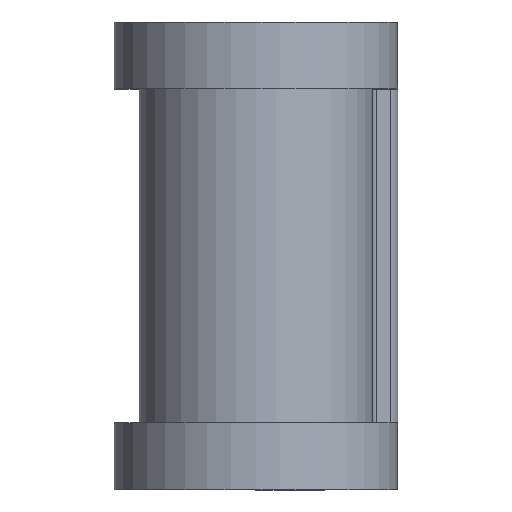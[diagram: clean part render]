
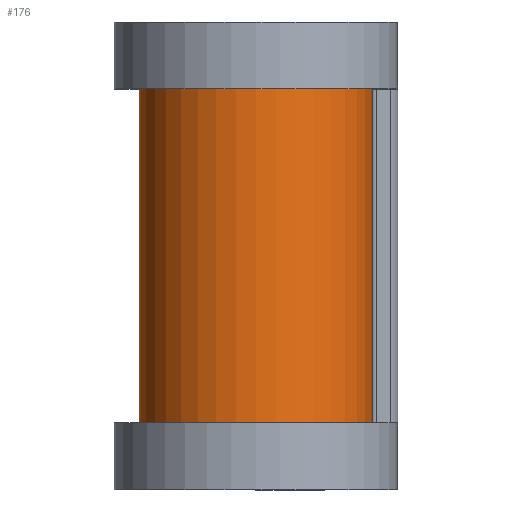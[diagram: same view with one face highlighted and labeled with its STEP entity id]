
A CAD part, top view. The second image highlights one B-rep face of the part: STEP entity #176.
In plain terms, the highlighted cylindrical face has radius 7.099 mm (diameter 14.199 mm), a partial arc.
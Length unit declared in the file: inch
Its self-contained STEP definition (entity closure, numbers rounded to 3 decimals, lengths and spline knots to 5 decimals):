
#26 = EDGE_CURVE ( 'NONE', #466, #563, #1081, .T. ) ;
#109 = DIRECTION ( 'NONE',  ( 0., -1., 0. ) ) ;
#124 = CARTESIAN_POINT ( 'NONE',  ( 0., -0.4, -0.2795 ) ) ;
#176 = ADVANCED_FACE ( 'NONE', ( #1592 ), #590, .T. ) ;
#227 = CIRCLE ( 'NONE', #786, 0.2795 ) ;
#261 = EDGE_CURVE ( 'NONE', #563, #805, #1350, .T. ) ;
#297 = VECTOR ( 'NONE', #109, 39.37008 ) ;
#466 = VERTEX_POINT ( 'NONE', #1440 ) ;
#495 = ORIENTED_EDGE ( 'NONE', *, *, #731, .F. ) ;
#521 = ORIENTED_EDGE ( 'NONE', *, *, #1126, .F. ) ;
#563 = VERTEX_POINT ( 'NONE', #941 ) ;
#579 = CARTESIAN_POINT ( 'NONE',  ( 0.2795, -0.4, 0. ) ) ;
#590 = CYLINDRICAL_SURFACE ( 'NONE', #669, 0.2795 ) ;
#669 = AXIS2_PLACEMENT_3D ( 'NONE', #1588, #1600, #1485 ) ;
#682 = DIRECTION ( 'NONE',  ( 0., -1., 0. ) ) ;
#731 = EDGE_CURVE ( 'NONE', #1711, #805, #227, .T. ) ;
#737 = CARTESIAN_POINT ( 'NONE',  ( 0., 0.5, -0.2795 ) ) ;
#755 = CARTESIAN_POINT ( 'NONE',  ( 0.2795, 0.5, 0. ) ) ;
#786 = AXIS2_PLACEMENT_3D ( 'NONE', #1198, #1192, #1123 ) ;
#805 = VERTEX_POINT ( 'NONE', #124 ) ;
#941 = CARTESIAN_POINT ( 'NONE',  ( 0., 0.4, -0.2795 ) ) ;
#979 = ORIENTED_EDGE ( 'NONE', *, *, #26, .T. ) ;
#986 = AXIS2_PLACEMENT_3D ( 'NONE', #1683, #1690, #1695 ) ;
#1081 = CIRCLE ( 'NONE', #986, 0.2795 ) ;
#1123 = DIRECTION ( 'NONE',  ( 0., 0., -1. ) ) ;
#1126 = EDGE_CURVE ( 'NONE', #466, #1711, #1250, .T. ) ;
#1159 = EDGE_LOOP ( 'NONE', ( #521, #979, #1589, #495 ) ) ;
#1192 = DIRECTION ( 'NONE',  ( 0., -1., 0. ) ) ;
#1198 = CARTESIAN_POINT ( 'NONE',  ( 0., -0.4, 0. ) ) ;
#1250 = LINE ( 'NONE', #755, #297 ) ;
#1306 = VECTOR ( 'NONE', #682, 39.37008 ) ;
#1350 = LINE ( 'NONE', #737, #1306 ) ;
#1440 = CARTESIAN_POINT ( 'NONE',  ( 0.2795, 0.4, 0. ) ) ;
#1485 = DIRECTION ( 'NONE',  ( 0., 0., -1. ) ) ;
#1588 = CARTESIAN_POINT ( 'NONE',  ( 0., 0.5, 0. ) ) ;
#1589 = ORIENTED_EDGE ( 'NONE', *, *, #261, .T. ) ;
#1592 = FACE_OUTER_BOUND ( 'NONE', #1159, .T. ) ;
#1600 = DIRECTION ( 'NONE',  ( 0., -1., 0. ) ) ;
#1683 = CARTESIAN_POINT ( 'NONE',  ( 0., 0.4, 0. ) ) ;
#1690 = DIRECTION ( 'NONE',  ( 0., -1., 0. ) ) ;
#1695 = DIRECTION ( 'NONE',  ( 0., 0., -1. ) ) ;
#1711 = VERTEX_POINT ( 'NONE', #579 ) ;
